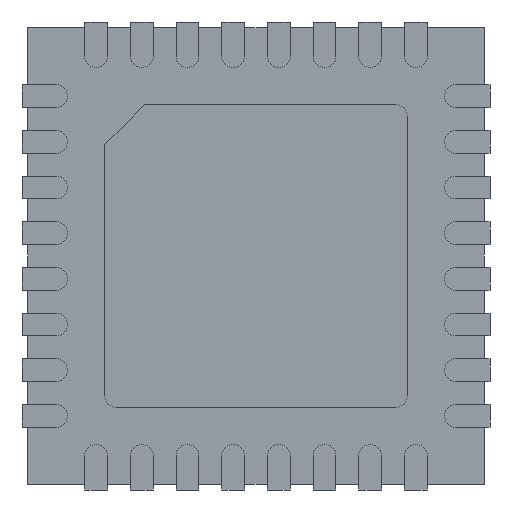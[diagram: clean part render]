
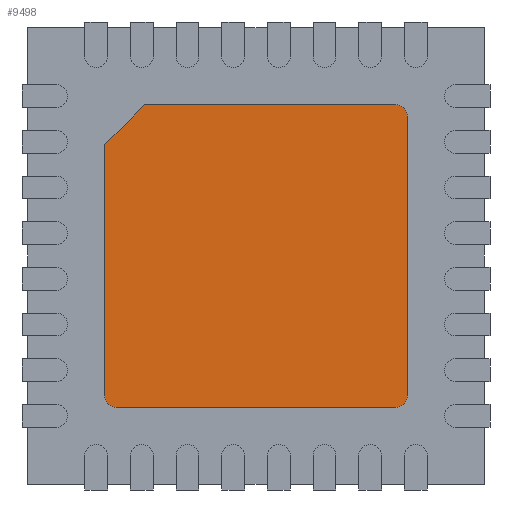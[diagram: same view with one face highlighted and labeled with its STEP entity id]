
A CAD part, front view. The second image highlights one B-rep face of the part: STEP entity #9498.
In plain terms, the highlighted planar face has unit normal (0, -1, 0).
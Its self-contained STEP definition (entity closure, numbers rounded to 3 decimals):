
#9310 = CARTESIAN_POINT ( 'NONE',  ( 1.325, 0., 1.225 ) ) ;
#9311 = VERTEX_POINT ( 'NONE', #9310 ) ;
#9318 = CARTESIAN_POINT ( 'NONE',  ( 1.325, 0., -1.225 ) ) ;
#9319 = VERTEX_POINT ( 'NONE', #9318 ) ;
#9320 = CARTESIAN_POINT ( 'NONE',  ( 1.325, 0., -1.325 ) ) ;
#9321 = DIRECTION ( 'NONE',  ( 0., 0., 1. ) ) ;
#9322 = VECTOR ( 'NONE', #9321, 1000. ) ;
#9323 = LINE ( 'NONE', #9320, #9322 ) ;
#9324 = EDGE_CURVE ( 'NONE', #9319, #9311, #9323, .T. ) ;
#9340 = CARTESIAN_POINT ( 'NONE',  ( 1.225, 0., 1.325 ) ) ;
#9341 = VERTEX_POINT ( 'NONE', #9340 ) ;
#9342 = CARTESIAN_POINT ( 'NONE',  ( -0.975, 0., 1.325 ) ) ;
#9343 = VERTEX_POINT ( 'NONE', #9342 ) ;
#9344 = CARTESIAN_POINT ( 'NONE',  ( -1.325, 0., 1.325 ) ) ;
#9345 = DIRECTION ( 'NONE',  ( -1., 0., 0. ) ) ;
#9346 = VECTOR ( 'NONE', #9345, 1000. ) ;
#9347 = LINE ( 'NONE', #9344, #9346 ) ;
#9348 = EDGE_CURVE ( 'NONE', #9341, #9343, #9347, .T. ) ;
#9390 = CARTESIAN_POINT ( 'NONE',  ( -1.325, 0., -1.225 ) ) ;
#9391 = VERTEX_POINT ( 'NONE', #9390 ) ;
#9398 = CARTESIAN_POINT ( 'NONE',  ( -1.325, 0., 0.975 ) ) ;
#9399 = VERTEX_POINT ( 'NONE', #9398 ) ;
#9400 = CARTESIAN_POINT ( 'NONE',  ( -1.325, 0., -1.325 ) ) ;
#9401 = DIRECTION ( 'NONE',  ( 0., 0., -1. ) ) ;
#9402 = VECTOR ( 'NONE', #9401, 1000. ) ;
#9403 = LINE ( 'NONE', #9400, #9402 ) ;
#9404 = EDGE_CURVE ( 'NONE', #9399, #9391, #9403, .T. ) ;
#9430 = CARTESIAN_POINT ( 'NONE',  ( 1.225, 0., -1.325 ) ) ;
#9431 = VERTEX_POINT ( 'NONE', #9430 ) ;
#9438 = CARTESIAN_POINT ( 'NONE',  ( -1.225, 0., -1.325 ) ) ;
#9439 = VERTEX_POINT ( 'NONE', #9438 ) ;
#9440 = CARTESIAN_POINT ( 'NONE',  ( -1.325, 0., -1.325 ) ) ;
#9441 = DIRECTION ( 'NONE',  ( 1., 0., 0. ) ) ;
#9442 = VECTOR ( 'NONE', #9441, 1000. ) ;
#9443 = LINE ( 'NONE', #9440, #9442 ) ;
#9444 = EDGE_CURVE ( 'NONE', #9439, #9431, #9443, .T. ) ;
#9460 = ORIENTED_EDGE ( 'NONE', *, *, #9324, .T. ) ;
#9461 = CARTESIAN_POINT ( 'NONE',  ( 1.225, 0., 1.225 ) ) ;
#9462 = DIRECTION ( 'NONE',  ( 0., -1., 0. ) ) ;
#9463 = DIRECTION ( 'NONE',  ( 0., 0., 1. ) ) ;
#9464 = AXIS2_PLACEMENT_3D ( 'NONE', #9461, #9462, #9463 ) ;
#9465 = CIRCLE ( 'NONE', #9464, 0.1) ;
#9466 = EDGE_CURVE ( 'NONE', #9311, #9341, #9465, .T. ) ;
#9467 = ORIENTED_EDGE ( 'NONE', *, *, #9466, .T. ) ;
#9468 = ORIENTED_EDGE ( 'NONE', *, *, #9348, .T. ) ;
#9469 = CARTESIAN_POINT ( 'NONE',  ( -1.325, 0., 0.975 ) ) ;
#9470 = DIRECTION ( 'NONE',  ( -0.707, 0., -0.707 ) ) ;
#9471 = VECTOR ( 'NONE', #9470, 1000. ) ;
#9472 = LINE ( 'NONE', #9469, #9471 ) ;
#9473 = EDGE_CURVE ( 'NONE', #9343, #9399, #9472, .T. ) ;
#9474 = ORIENTED_EDGE ( 'NONE', *, *, #9473, .T. ) ;
#9475 = ORIENTED_EDGE ( 'NONE', *, *, #9404, .T. ) ;
#9476 = CARTESIAN_POINT ( 'NONE',  ( -1.225, 0., -1.225 ) ) ;
#9477 = DIRECTION ( 'NONE',  ( 0., -1., 0. ) ) ;
#9478 = DIRECTION ( 'NONE',  ( 0., 0., 1. ) ) ;
#9479 = AXIS2_PLACEMENT_3D ( 'NONE', #9476, #9477, #9478 ) ;
#9480 = CIRCLE ( 'NONE', #9479, 0.1) ;
#9481 = EDGE_CURVE ( 'NONE', #9391, #9439, #9480, .T. ) ;
#9482 = ORIENTED_EDGE ( 'NONE', *, *, #9481, .T. ) ;
#9483 = ORIENTED_EDGE ( 'NONE', *, *, #9444, .T. ) ;
#9484 = CARTESIAN_POINT ( 'NONE',  ( 1.225, 0., -1.225 ) ) ;
#9485 = DIRECTION ( 'NONE',  ( 0., -1., 0. ) ) ;
#9486 = DIRECTION ( 'NONE',  ( 0., 0., 1. ) ) ;
#9487 = AXIS2_PLACEMENT_3D ( 'NONE', #9484, #9485, #9486 ) ;
#9488 = CIRCLE ( 'NONE', #9487, 0.1) ;
#9489 = EDGE_CURVE ( 'NONE', #9431, #9319, #9488, .T. ) ;
#9490 = ORIENTED_EDGE ( 'NONE', *, *, #9489, .T. ) ;
#9491 = EDGE_LOOP ( 'NONE', ( #9460, #9467, #9468, #9474, #9475, #9482, #9483, #9490 ) ) ;
#9492 = FACE_OUTER_BOUND ( 'NONE', #9491, .T. ) ;
#9493 = CARTESIAN_POINT ( 'NONE',  ( 0., 0., 0. ) ) ;
#9494 = DIRECTION ( 'NONE',  ( 0., 1., 0. ) ) ;
#9495 = DIRECTION ( 'NONE',  ( 0., 0., 1. ) ) ;
#9496 = AXIS2_PLACEMENT_3D ( 'NONE', #9493, #9494, #9495 ) ;
#9497 = PLANE ( 'NONE', #9496 ) ;
#9498 = ADVANCED_FACE ( 'NONE', ( #9492 ), #9497, .F. ) ;
